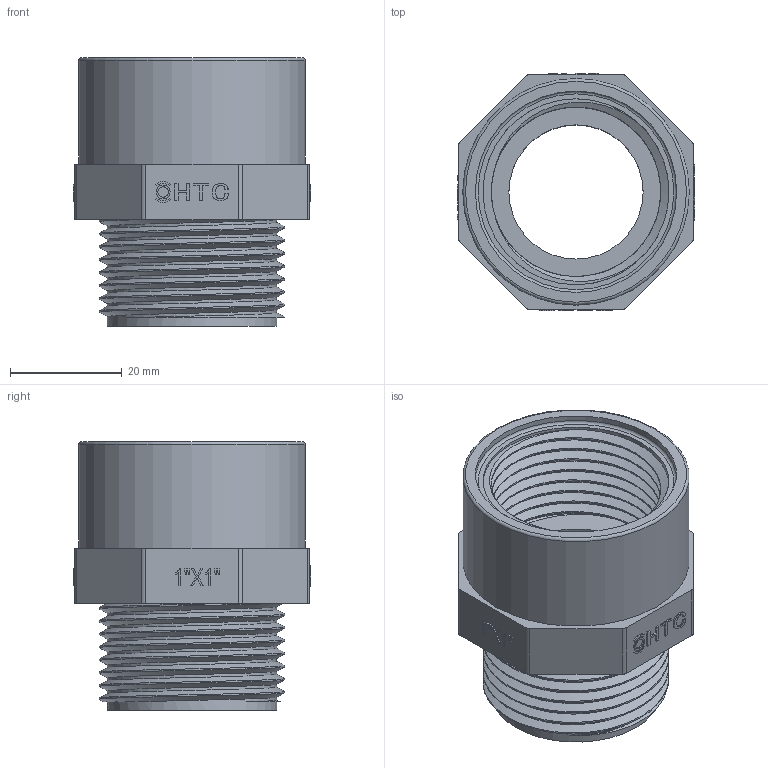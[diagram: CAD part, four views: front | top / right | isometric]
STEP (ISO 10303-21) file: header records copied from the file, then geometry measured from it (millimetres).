
FILE_DESCRIPTION(/* description */ (''),/* implementation_level */ '2;1');
FILE_NAME(/* name */ '40.stp',/* time_stamp */ '2025-03-03T14:11:51+08:00',/* author */ (''),/* organization */ (''),/* preprocessor_version */ 'ST-DEVELOPER v16',/* originating_system */ 'SIEMENS PLM Software NX 10.0',/* authorisation */ '');
FILE_SCHEMA (('AUTOMOTIVE_DESIGN { 1 0 10303 214 3 1 1 1 }'));
Length unit declared in the file: millimetre
Products named in the file (1): gelv05048A7Fitm0
Bounding box: 42.5 x 42.5 x 48 mm (x, y, z)
Volume: 24696.9 mm3; surface area: 14660.5 mm2
Topology: 1 solids, 1 shells, 273 faces, 723 edges, 482 vertices
Faces by surface type: plane 154, extrusion 76, cylinder 37, bspline 4, torus 2
Full cylindrical faces by diameter (mm): 1.865 x1, 2.486 x1, 24 x1, 30.291 x8, 33.249 x8, 36 x1, 40.5 x1
Entity records: 12002 total; most frequent: CARTESIAN_POINT 6310, ORIENTED_EDGE 1324, DIRECTION 800, EDGE_CURVE 662, VERTEX_POINT 446, B_SPLINE_CURVE_WITH_KNOTS 416, VECTOR 352, EDGE_LOOP 298
